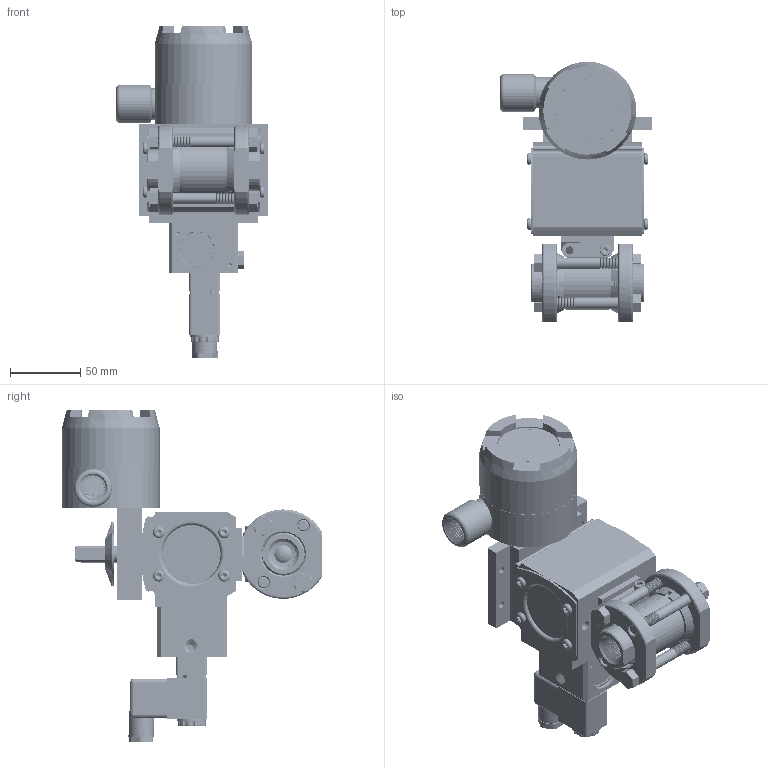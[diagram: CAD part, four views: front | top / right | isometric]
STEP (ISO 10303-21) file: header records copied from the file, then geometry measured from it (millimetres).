
FILE_DESCRIPTION (( 'STEP AP203' ), '1' );
FILE_NAME ('25XXSESA512D4GPDSLS.step', '2018-09-04T19:32:00', ( '' ), ( '' ), 'SwSTEP 2.0', 'SolidWorks 2018', '' );
FILE_SCHEMA (( 'CONFIG_CONTROL_DESIGN' ));
Products named in the file (1): 25XXSESA512D4GPDSLS
Bounding box: 107.71 x 184.85 x 235.74 mm (x, y, z)
Volume: 663080.1 mm3; surface area: 252057.1 mm2
Topology: 51 solids, 51 shells, 4669 faces, 12533 edges, 7981 vertices
Faces by surface type: cylinder 2086, cone 1426, plane 765, bspline 198, torus 188, sphere 6
Entity records: 232225 total; most frequent: CARTESIAN_POINT 119485, ORIENTED_EDGE 24710, DIRECTION 23294, EDGE_CURVE 12355, AXIS2_PLACEMENT_3D 9368, VERTEX_POINT 7977, EDGE_LOOP 5032, CIRCLE 4896
